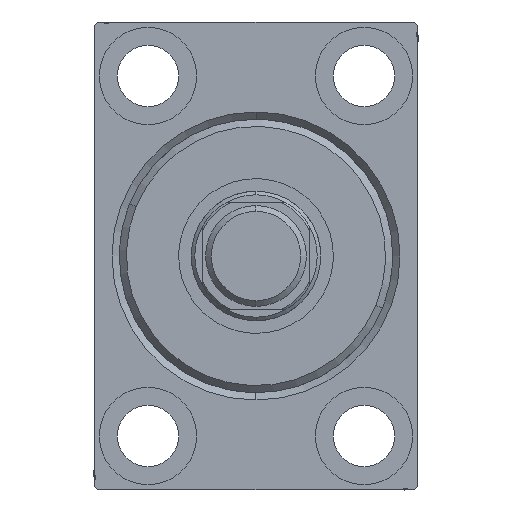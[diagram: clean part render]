
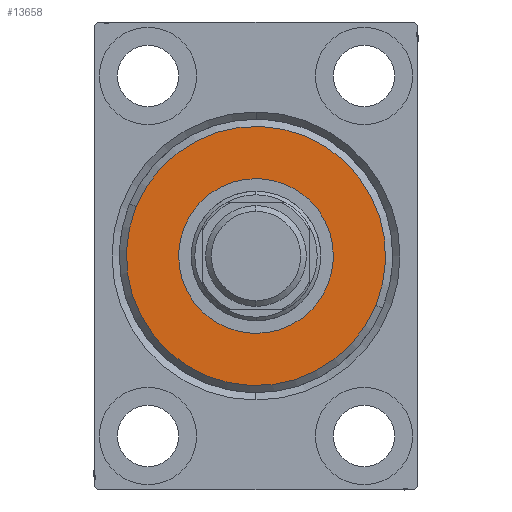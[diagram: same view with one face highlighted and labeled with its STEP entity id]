
A CAD part, left-side view. The second image highlights one B-rep face of the part: STEP entity #13658.
In plain terms, the highlighted face is planar.
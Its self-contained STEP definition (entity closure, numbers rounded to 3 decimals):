
#370 = CIRCLE ( 'NONE', #36951, 10.75 ) ;
#1392 = AXIS2_PLACEMENT_3D ( 'NONE', #17077, #6333, #17297 ) ;
#2248 = VERTEX_POINT ( 'NONE', #43158 ) ;
#2481 = CIRCLE ( 'NONE', #13957, 10.75 ) ;
#4432 = CARTESIAN_POINT ( 'NONE',  ( 3., 0., 18. ) ) ;
#6333 = DIRECTION ( 'NONE',  ( 1., 0., 0. ) ) ;
#9277 = EDGE_CURVE ( 'NONE', #24695, #2248, #2481, .T. ) ;
#9453 = CARTESIAN_POINT ( 'NONE',  ( 3., 0., 0. ) ) ;
#11298 = EDGE_CURVE ( 'NONE', #2248, #24695, #370, .T. ) ;
#12915 = FACE_OUTER_BOUND ( 'NONE', #43217, .T. ) ;
#13209 = CARTESIAN_POINT ( 'NONE',  ( 3., 0., 0. ) ) ;
#13658 = ADVANCED_FACE ( 'NONE', ( #12915, #27059 ), #30651, .T. ) ;
#13871 = EDGE_CURVE ( 'NONE', #41936, #18785, #42031, .T. ) ;
#13957 = AXIS2_PLACEMENT_3D ( 'NONE', #13209, #33879, #26909 ) ;
#16890 = AXIS2_PLACEMENT_3D ( 'NONE', #20318, #23692, #30430 ) ;
#17077 = CARTESIAN_POINT ( 'NONE',  ( 3., 0., 0. ) ) ;
#17297 = DIRECTION ( 'NONE',  ( 0., 0., -1. ) ) ;
#18785 = VERTEX_POINT ( 'NONE', #33560 ) ;
#20318 = CARTESIAN_POINT ( 'NONE',  ( 3., 0., 0. ) ) ;
#23692 = DIRECTION ( 'NONE',  ( 1., 0., 0. ) ) ;
#24695 = VERTEX_POINT ( 'NONE', #35298 ) ;
#26909 = DIRECTION ( 'NONE',  ( 0., 0., -1. ) ) ;
#27059 = FACE_BOUND ( 'NONE', #43882, .T. ) ;
#29479 = DIRECTION ( 'NONE',  ( 0., 0., -1. ) ) ;
#30430 = DIRECTION ( 'NONE',  ( 0., 0., -1. ) ) ;
#30651 = PLANE ( 'NONE',  #16890 ) ;
#31879 = EDGE_CURVE ( 'NONE', #18785, #41936, #40832, .T. ) ;
#32380 = ORIENTED_EDGE ( 'NONE', *, *, #11298, .T. ) ;
#32847 = DIRECTION ( 'NONE',  ( 1., 0., 0. ) ) ;
#33028 = DIRECTION ( 'NONE',  ( -1., 0., 0. ) ) ;
#33560 = CARTESIAN_POINT ( 'NONE',  ( 3., 0., -18. ) ) ;
#33879 = DIRECTION ( 'NONE',  ( -1., 0., 0. ) ) ;
#35298 = CARTESIAN_POINT ( 'NONE',  ( 3., 0., -10.75 ) ) ;
#36628 = DIRECTION ( 'NONE',  ( 0., 0., -1. ) ) ;
#36951 = AXIS2_PLACEMENT_3D ( 'NONE', #9453, #33028, #36628 ) ;
#39176 = ORIENTED_EDGE ( 'NONE', *, *, #9277, .T. ) ;
#39863 = AXIS2_PLACEMENT_3D ( 'NONE', #42322, #32847, #29479 ) ;
#40832 = CIRCLE ( 'NONE', #1392, 18. ) ;
#41909 = ORIENTED_EDGE ( 'NONE', *, *, #31879, .T. ) ;
#41936 = VERTEX_POINT ( 'NONE', #4432 ) ;
#42031 = CIRCLE ( 'NONE', #39863, 18. ) ;
#42322 = CARTESIAN_POINT ( 'NONE',  ( 3., 0., 0. ) ) ;
#43158 = CARTESIAN_POINT ( 'NONE',  ( 3., 0., 10.75 ) ) ;
#43217 = EDGE_LOOP ( 'NONE', ( #43948, #41909 ) ) ;
#43882 = EDGE_LOOP ( 'NONE', ( #32380, #39176 ) ) ;
#43948 = ORIENTED_EDGE ( 'NONE', *, *, #13871, .T. ) ;
